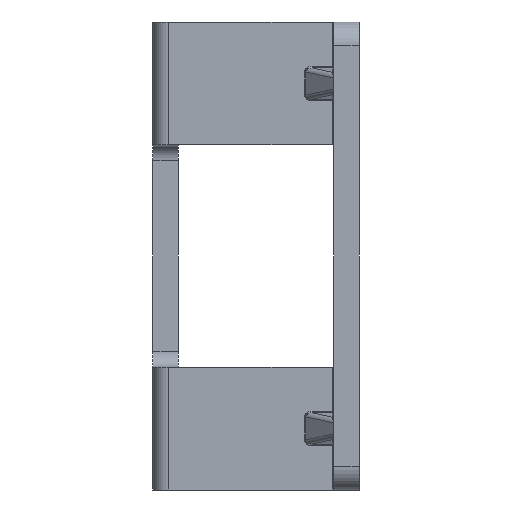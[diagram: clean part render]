
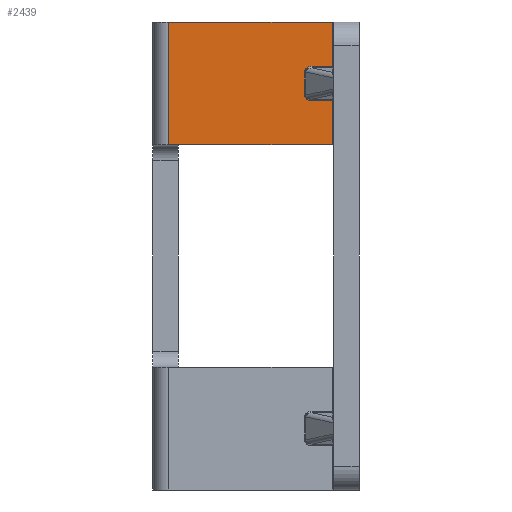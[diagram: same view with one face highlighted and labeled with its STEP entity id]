
A CAD part, front view. The second image highlights one B-rep face of the part: STEP entity #2439.
In plain terms, the highlighted planar face has unit normal (0, -1, 0).
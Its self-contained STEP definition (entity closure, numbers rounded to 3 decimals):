
#358=DIRECTION('',(1.,0.,0.));
#359=VECTOR('',#358,10.3);
#360=CARTESIAN_POINT('',(1.,0.,14.75));
#361=LINE('',#360,#359);
#464=DIRECTION('',(-1.,0.,0.));
#465=VECTOR('',#464,1.263);
#466=CARTESIAN_POINT('',(11.3,0.,11.95));
#467=LINE('',#466,#465);
#468=CARTESIAN_POINT('',(10.037,0.,11.95));
#469=CARTESIAN_POINT('',(9.989,0.,11.95));
#470=CARTESIAN_POINT('',(9.899,0.,11.941));
#471=CARTESIAN_POINT('',(9.78,0.,11.905));
#472=CARTESIAN_POINT('',(9.682,0.,11.848));
#473=CARTESIAN_POINT('',(9.609,0.,11.774));
#474=CARTESIAN_POINT('',(9.568,0.,11.692));
#475=CARTESIAN_POINT('',(9.559,0.,11.633));
#476=CARTESIAN_POINT('',(9.559,0.,11.603));
#478=DIRECTION('',(0.,0.,-1.));
#479=VECTOR('',#478,1.467);
#480=CARTESIAN_POINT('',(9.559,0.,11.603));
#481=LINE('',#480,#479);
#482=CARTESIAN_POINT('',(9.559,0.,10.137));
#483=CARTESIAN_POINT('',(9.559,0.,10.107));
#484=CARTESIAN_POINT('',(9.568,0.,10.048));
#485=CARTESIAN_POINT('',(9.609,0.,9.966));
#486=CARTESIAN_POINT('',(9.682,0.,9.892));
#487=CARTESIAN_POINT('',(9.78,0.,9.835));
#488=CARTESIAN_POINT('',(9.899,0.,9.799));
#489=CARTESIAN_POINT('',(9.989,0.,9.79));
#490=CARTESIAN_POINT('',(10.037,0.,9.79));
#492=DIRECTION('',(1.,0.,0.));
#493=VECTOR('',#492,1.263);
#494=CARTESIAN_POINT('',(10.037,0.,9.79));
#495=LINE('',#494,#493);
#496=DIRECTION('',(0.,0.,1.));
#497=VECTOR('',#496,2.79);
#498=CARTESIAN_POINT('',(11.3,0.,7.));
#499=LINE('',#498,#497);
#500=DIRECTION('',(1.,0.,0.));
#501=VECTOR('',#500,10.3);
#502=CARTESIAN_POINT('',(1.,0.,7.));
#503=LINE('',#502,#501);
#504=DIRECTION('',(0.,0.,-1.));
#505=VECTOR('',#504,7.75);
#506=CARTESIAN_POINT('',(1.,0.,14.75));
#507=LINE('',#506,#505);
#508=DIRECTION('',(0.,0.,1.));
#509=VECTOR('',#508,2.8);
#510=CARTESIAN_POINT('',(11.3,0.,11.95));
#511=LINE('',#510,#509);
#1436=CARTESIAN_POINT('',(1.,0.,7.));
#1438=VERTEX_POINT('',#1436);
#1442=CARTESIAN_POINT('',(1.,0.,14.75));
#1443=VERTEX_POINT('',#1442);
#1470=CARTESIAN_POINT('',(11.3,0.,14.75));
#1471=VERTEX_POINT('',#1470);
#1474=CARTESIAN_POINT('',(11.3,0.,7.));
#1475=VERTEX_POINT('',#1474);
#1694=CARTESIAN_POINT('',(11.3,0.,11.95));
#1695=VERTEX_POINT('',#1694);
#1696=CARTESIAN_POINT('',(10.037,0.,11.95));
#1697=VERTEX_POINT('',#1696);
#1700=VERTEX_POINT('',#476);
#1702=CARTESIAN_POINT('',(9.559,0.,
10.137));
#1703=VERTEX_POINT('',#1702);
#1706=VERTEX_POINT('',#490);
#1708=CARTESIAN_POINT('',(11.3,0.,9.79));
#1709=VERTEX_POINT('',#1708);
#2417=CARTESIAN_POINT('',(0.,0.,-14.75));
#2418=DIRECTION('',(0.,-1.,0.));
#2419=DIRECTION('',(1.,0.,0.));
#2420=AXIS2_PLACEMENT_3D('',#2417,#2418,#2419);
#2421=PLANE('',#2420);
#2423=ORIENTED_EDGE('',*,*,#2422,.T.);
#2425=ORIENTED_EDGE('',*,*,#2424,.T.);
#2427=ORIENTED_EDGE('',*,*,#2426,.T.);
#2429=ORIENTED_EDGE('',*,*,#2428,.T.);
#2430=ORIENTED_EDGE('',*,*,#2407,.T.);
#2431=ORIENTED_EDGE('',*,*,#2227,.F.);
#2432=ORIENTED_EDGE('',*,*,#2132,.F.);
#2434=ORIENTED_EDGE('',*,*,#2433,.F.);
#2435=ORIENTED_EDGE('',*,*,#2163,.T.);
#2436=ORIENTED_EDGE('',*,*,#2214,.F.);
#2437=EDGE_LOOP('',(#2423,#2425,#2427,#2429,#2430,#2431,#2432,#2434,#2435,
#2436));
#2438=FACE_OUTER_BOUND('',#2437,.F.);
#2439=ADVANCED_FACE('',(#2438),#2421,.T.);
#477=B_SPLINE_CURVE_WITH_KNOTS('',3,(#468,#469,#470,#471,#472,#473,#474,#475,
#476),.UNSPECIFIED.,.F.,.F.,(4,1,1,1,1,1,4),(0.,0.167,
0.333,0.5,0.667,0.833,1.),
.UNSPECIFIED.);
#491=B_SPLINE_CURVE_WITH_KNOTS('',3,(#482,#483,#484,#485,#486,#487,#488,#489,
#490),.UNSPECIFIED.,.F.,.F.,(4,1,1,1,1,1,4),(0.,0.167,
0.333,0.5,0.667,0.833,1.),
.UNSPECIFIED.);
#2132=EDGE_CURVE('',#1438,#1475,#503,.T.);
#2163=EDGE_CURVE('',#1443,#1471,#361,.T.);
#2214=EDGE_CURVE('',#1695,#1471,#511,.T.);
#2227=EDGE_CURVE('',#1475,#1709,#499,.T.);
#2407=EDGE_CURVE('',#1706,#1709,#495,.T.);
#2422=EDGE_CURVE('',#1695,#1697,#467,.T.);
#2424=EDGE_CURVE('',#1697,#1700,#477,.T.);
#2426=EDGE_CURVE('',#1700,#1703,#481,.T.);
#2428=EDGE_CURVE('',#1703,#1706,#491,.T.);
#2433=EDGE_CURVE('',#1443,#1438,#507,.T.);
